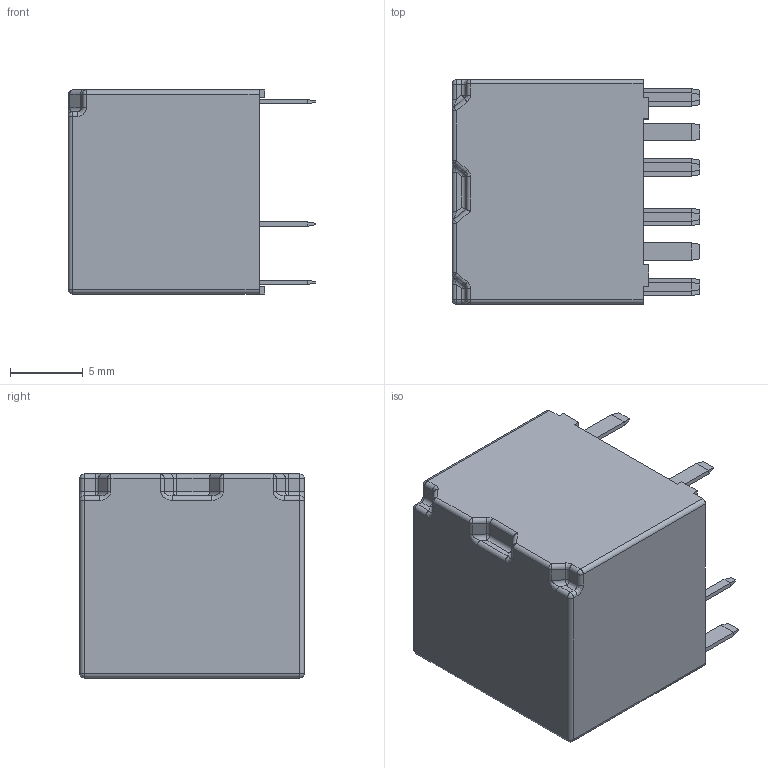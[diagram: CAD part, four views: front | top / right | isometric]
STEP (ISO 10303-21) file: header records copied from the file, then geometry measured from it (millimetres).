
FILE_DESCRIPTION (( 'STEP AP214' ), '1' );
FILE_NAME ('User Library-G8NW-2C.STEP', '2021-02-12T09:59:28', ( '' ), ( '' ), 'SwSTEP 2.0', 'SolidWorks 2020', '' );
FILE_SCHEMA (( 'AUTOMOTIVE_DESIGN' ));
Length unit declared in the file: millimetre
Products named in the file (1): User Library-G8NW-2C
Bounding box: 17 x 15.4 x 14 mm (x, y, z)
Volume: 2824.9 mm3; surface area: 1284.8 mm2
Topology: 1 solids, 1 shells, 181 faces, 408 edges, 239 vertices
Faces by surface type: plane 122, cylinder 37, bspline 22
Entity records: 5386 total; most frequent: CARTESIAN_POINT 1441, ORIENTED_EDGE 816, DIRECTION 769, EDGE_CURVE 408, LINE 327, VECTOR 327, VERTEX_POINT 239, AXIS2_PLACEMENT_3D 221
